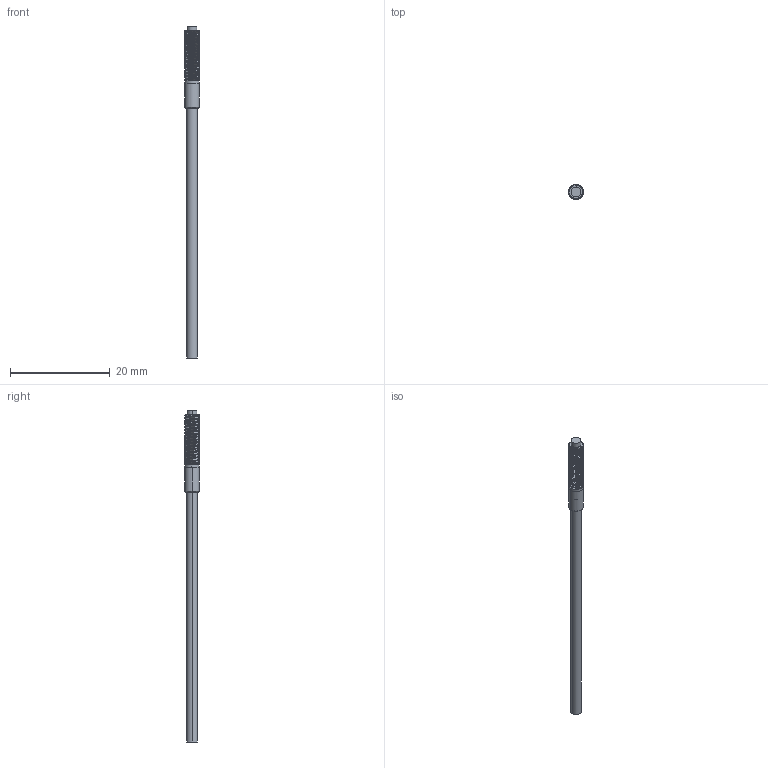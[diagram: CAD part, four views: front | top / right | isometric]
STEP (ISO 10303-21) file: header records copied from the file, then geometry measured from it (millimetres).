
FILE_DESCRIPTION (( 'STEP AP214' ), '1' );
FILE_NAME ('FOACAMPTR32_3D.STEP', '2022-02-03T21:06:25', ( '' ), ( '' ), 'SwSTEP 2.0', 'SolidWorks 2021', '' );
FILE_SCHEMA (( 'AUTOMOTIVE_DESIGN' ));
Length unit declared in the file: inch
Products named in the file (4): M3-BODY_ANY; M4-COVER_ANY; FOACAMPTR32_3D; RCM3-2_ANY_ASM
Assembly tree (3 placements, depth 3):
  FOACAMPTR32_3D
    RCM3-2_ANY_ASM
      M3-BODY_ANY
      M4-COVER_ANY
Bounding box: 3 x 3 x 66.5 mm (x, y, z)
Volume: 294.1 mm3; surface area: 626.1 mm2
Topology: 2 solids, 2 shells, 114 faces, 305 edges, 199 vertices
Faces by surface type: cylinder 80, bspline 22, plane 10, cone 2
Entity records: 27581 total; most frequent: CARTESIAN_POINT 25002, ORIENTED_EDGE 610, DIRECTION 339, EDGE_CURVE 305, VERTEX_POINT 199, B_SPLINE_CURVE_WITH_KNOTS 183, AXIS2_PLACEMENT_3D 118, EDGE_LOOP 118
